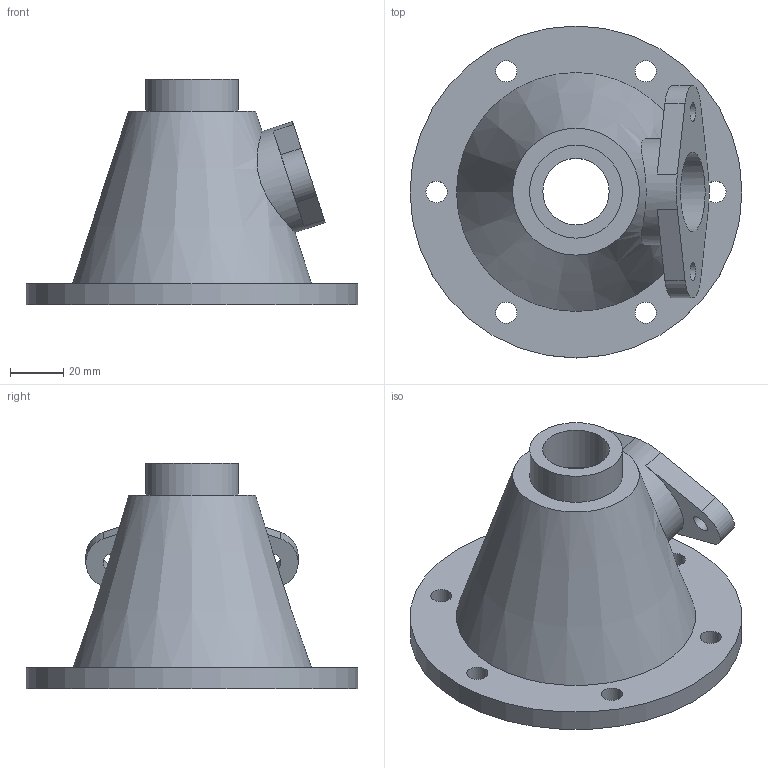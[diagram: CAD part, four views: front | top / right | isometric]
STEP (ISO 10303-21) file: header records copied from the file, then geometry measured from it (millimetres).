
FILE_DESCRIPTION(/* description */ (''),/* implementation_level */ '2;1');
FILE_NAME(/* name */ 'ef.stp',/* time_stamp */ '2025-10-07T19:45:58+08:00',/* author */ (''),/* organization */ (''),/* preprocessor_version */ 'ST-DEVELOPER v20',/* originating_system */ 'SIEMENS PLM Software NX2506.5001',/* authorisation */ '');
FILE_SCHEMA (('AUTOMOTIVE_DESIGN { 1 0 10303 214 3 1 1 1 }'));
Length unit declared in the file: millimetre
Products named in the file (1): 耳阀
Bounding box: 125 x 125 x 85 mm (x, y, z)
Volume: 144817.1 mm3; surface area: 55179.9 mm2
Topology: 1 solids, 1 shells, 31 faces, 82 edges, 57 vertices
Faces by surface type: cylinder 16, plane 12, cone 2, bspline 1
Full cylindrical faces by diameter (mm): 7 x2, 8 x6, 25 x1, 30 x1, 35 x1, 40 x1, 79.486 x1, 125 x1
Entity records: 1109 total; most frequent: CARTESIAN_POINT 376, DIRECTION 150, ORIENTED_EDGE 110, EDGE_LOOP 72, AXIS2_PLACEMENT_3D 67, FACE_BOUND 66, EDGE_CURVE 55, VERTEX_POINT 47
